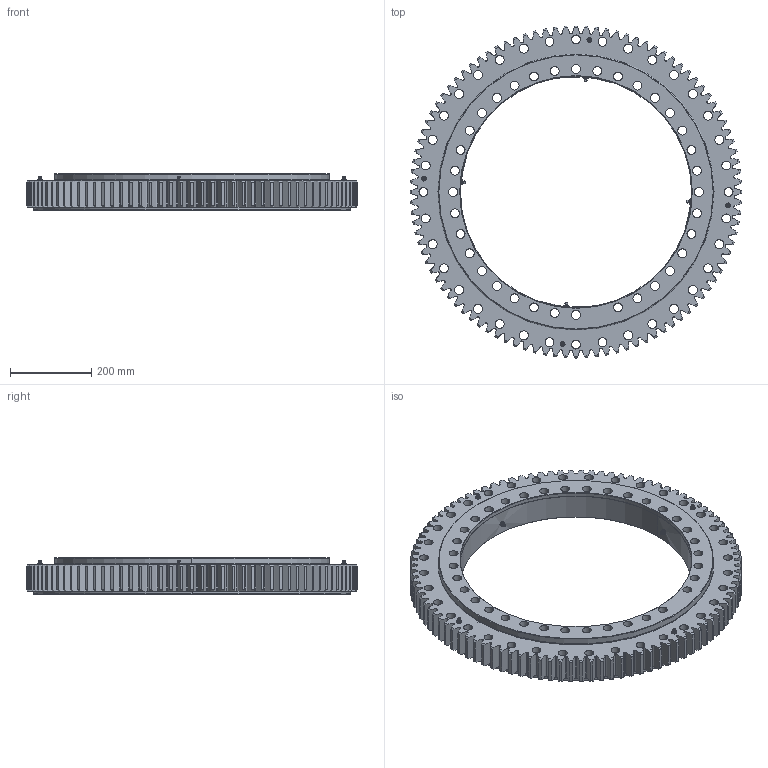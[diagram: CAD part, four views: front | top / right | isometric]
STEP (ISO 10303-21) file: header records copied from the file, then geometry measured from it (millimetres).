
FILE_DESCRIPTION (( 'STEP AP214' ), '1' );
FILE_NAME ('E.816.30.15.D.1-RV.STEP', '2019-09-30T14:23:31', ( '' ), ( '' ), 'SwSTEP 2.0', 'SolidWorks 2016', '' );
FILE_SCHEMA (( 'AUTOMOTIVE_DESIGN' ));
Length unit declared in the file: millimetre
Products named in the file (76): Roller L30; Grease nipple M10x1mm; E.816.30.15.D.1-RV - OR; E.816.30.15.D.1-RV - IR Seal; E.816.30.15.D.1-RV - OR Seal; E.816.30.15.D.1-RV; E.816.30.15.D.1-RV - IR
Assembly tree (69 placements, depth 2):
  Roller L30
  Grease nipple M10x1mm
  Roller L30
  Roller L30
  Roller L30
Bounding box: 816 x 815.99 x 90 mm (x, y, z)
Volume: 15097131.4 mm3; surface area: 2110704.6 mm2
Topology: 69 solids, 69 shells, 1714 faces, 4218 edges, 2663 vertices
Faces by surface type: cylinder 457, plane 413, cone 358, torus 286, bspline 200
Entity records: 57834 total; most frequent: CARTESIAN_POINT 30550, ORIENTED_EDGE 5860, DIRECTION 4765, EDGE_CURVE 2930, VERTEX_POINT 1921, AXIS2_PLACEMENT_3D 1798, EDGE_LOOP 1203, VECTOR 1169
